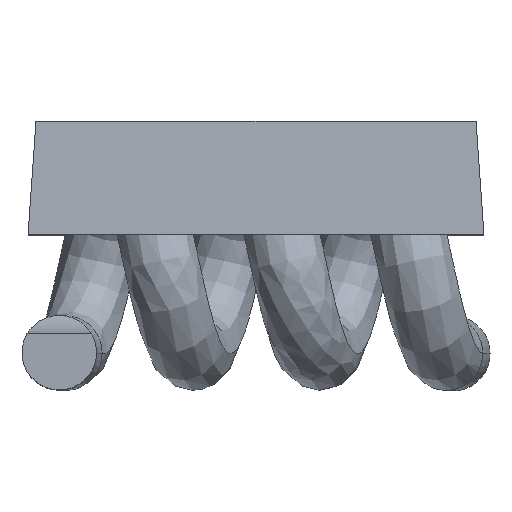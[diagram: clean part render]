
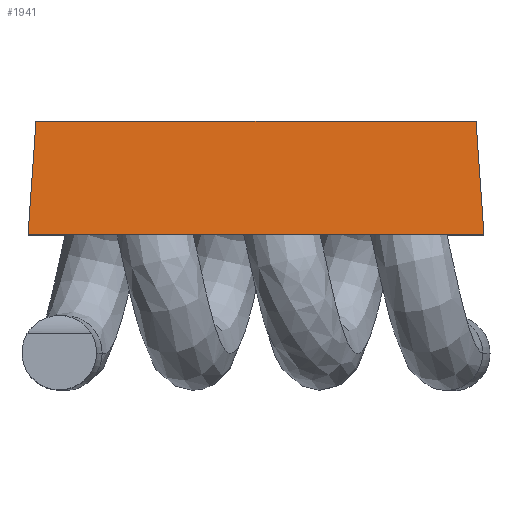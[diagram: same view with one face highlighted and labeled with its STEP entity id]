
A CAD part, top view. The second image highlights one B-rep face of the part: STEP entity #1941.
In plain terms, the highlighted planar face has unit normal (0, 0.07, 0.998).
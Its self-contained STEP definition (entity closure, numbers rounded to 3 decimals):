
#82 = PLANE ( 'NONE',  #2362 ) ;
#96 = VECTOR ( 'NONE', #323, 1000. ) ;
#153 = EDGE_CURVE ( 'NONE', #1304, #2425, #2116, .T. ) ;
#252 = ORIENTED_EDGE ( 'NONE', *, *, #2536, .F. ) ;
#323 = DIRECTION ( 'NONE',  ( -1., 0., 0. ) ) ;
#334 = EDGE_CURVE ( 'NONE', #1304, #1206, #890, .T. ) ;
#391 = CARTESIAN_POINT ( 'NONE',  ( -0.185, 0.762, 0.674 ) ) ;
#425 = EDGE_CURVE ( 'NONE', #1206, #1585, #1640, .T. ) ;
#702 = CARTESIAN_POINT ( 'NONE',  ( 2.052, 0.762, 0.674 ) ) ;
#705 = LINE ( 'NONE', #391, #2151 ) ;
#818 = CARTESIAN_POINT ( 'NONE',  ( -0.146, 1.321, 0.635 ) ) ;
#875 = ORIENTED_EDGE ( 'NONE', *, *, #334, .T. ) ;
#890 = LINE ( 'NONE', #702, #1670 ) ;
#937 = CARTESIAN_POINT ( 'NONE',  ( -0.185, 0.762, 0.674 ) ) ;
#1076 = EDGE_LOOP ( 'NONE', ( #2235, #252, #1105, #875 ) ) ;
#1090 = VECTOR ( 'NONE', #1789, 1000. ) ;
#1105 = ORIENTED_EDGE ( 'NONE', *, *, #153, .F. ) ;
#1206 = VERTEX_POINT ( 'NONE', #1386 ) ;
#1304 = VERTEX_POINT ( 'NONE', #1809 ) ;
#1365 = CARTESIAN_POINT ( 'NONE',  ( -0.146, 1.321, 0.635 ) ) ;
#1386 = CARTESIAN_POINT ( 'NONE',  ( 2.013, 1.321, 0.635 ) ) ;
#1585 = VERTEX_POINT ( 'NONE', #818 ) ;
#1615 = DIRECTION ( 'NONE',  ( 0., 0.07, 0.998 ) ) ;
#1640 = LINE ( 'NONE', #1365, #1090 ) ;
#1670 = VECTOR ( 'NONE', #2560, 1000. ) ;
#1789 = DIRECTION ( 'NONE',  ( -1., 0., 0. ) ) ;
#1809 = CARTESIAN_POINT ( 'NONE',  ( 2.052, 0.762, 0.674 ) ) ;
#1818 = DIRECTION ( 'NONE',  ( 0.07, 0.995, -0.07 ) ) ;
#1941 = ADVANCED_FACE ( 'NONE', ( #2468 ), #82, .T. ) ;
#1952 = CARTESIAN_POINT ( 'NONE',  ( -0.146, 0.762, 0.674 ) ) ;
#2116 = LINE ( 'NONE', #1952, #96 ) ;
#2151 = VECTOR ( 'NONE', #1818, 1000. ) ;
#2235 = ORIENTED_EDGE ( 'NONE', *, *, #425, .T. ) ;
#2362 = AXIS2_PLACEMENT_3D ( 'NONE', #2645, #1615, #2443 ) ;
#2425 = VERTEX_POINT ( 'NONE', #937 ) ;
#2443 = DIRECTION ( 'NONE',  ( 0., -0.998, 0.07 ) ) ;
#2468 = FACE_OUTER_BOUND ( 'NONE', #1076, .T. ) ;
#2536 = EDGE_CURVE ( 'NONE', #2425, #1585, #705, .T. ) ;
#2560 = DIRECTION ( 'NONE',  ( -0.07, 0.995, -0.07 ) ) ;
#2645 = CARTESIAN_POINT ( 'NONE',  ( -0.146, 1.321, 0.635 ) ) ;
